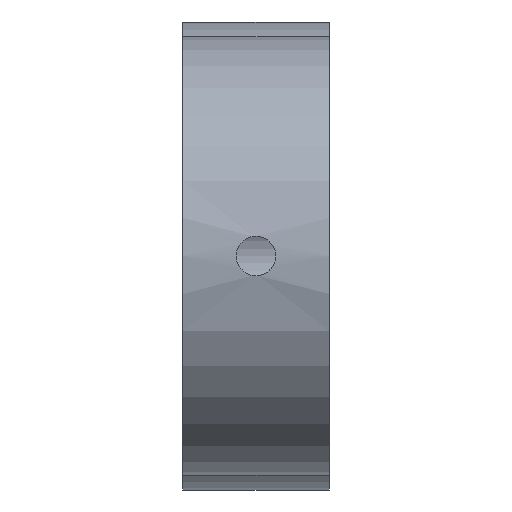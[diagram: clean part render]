
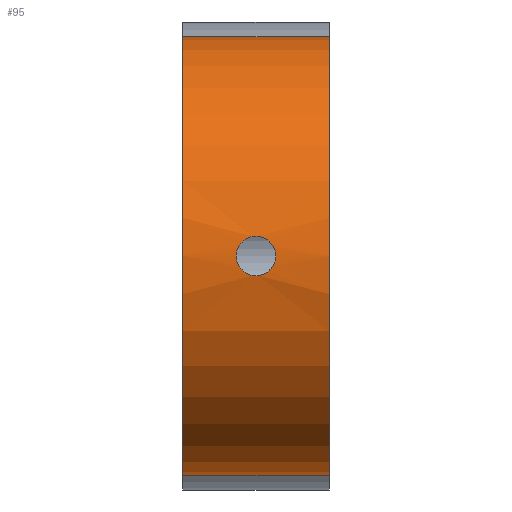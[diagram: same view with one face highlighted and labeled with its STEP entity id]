
A CAD part, left-side view. The second image highlights one B-rep face of the part: STEP entity #95.
In plain terms, the highlighted cylindrical face has radius 15 mm (diameter 30 mm), a partial arc.
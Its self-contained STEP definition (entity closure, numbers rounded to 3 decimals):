
#1 = CARTESIAN_POINT ( 'NONE',  ( -14.954, 5.68, 1.179 ) ) ;
#6 = CARTESIAN_POINT ( 'NONE',  ( 0., 10., -15. ) ) ;
#18 = LINE ( 'NONE', #887, #258 ) ;
#30 = DIRECTION ( 'NONE',  ( 0., 0., 1. ) ) ;
#41 = CARTESIAN_POINT ( 'NONE',  ( -14.954, 4.32, -1.179 ) ) ;
#73 = CARTESIAN_POINT ( 'NONE',  ( 0., 0., 15. ) ) ;
#80 = CARTESIAN_POINT ( 'NONE',  ( -14.94, 5.178, 1.341 ) ) ;
#88 = ORIENTED_EDGE ( 'NONE', *, *, #829, .T. ) ;
#95 = ADVANCED_FACE ( 'NONE', ( #527, #870 ), #775, .T. ) ;
#120 = CARTESIAN_POINT ( 'NONE',  ( -14.962, 4.169, -1.079 ) ) ;
#126 = CARTESIAN_POINT ( 'NONE',  ( -14.939, 5., -1.35 ) ) ;
#140 = CARTESIAN_POINT ( 'NONE',  ( -15., 3.65, -0.177 ) ) ;
#150 = EDGE_CURVE ( 'NONE', #893, #164, #390, .T. ) ;
#157 = EDGE_LOOP ( 'NONE', ( #913, #312, #703, #200 ) ) ;
#161 = CARTESIAN_POINT ( 'NONE',  ( -14.997, 6.314, -0.354 ) ) ;
#164 = VERTEX_POINT ( 'NONE', #573 ) ;
#185 = CARTESIAN_POINT ( 'NONE',  ( 0., 0., 0. ) ) ;
#200 = ORIENTED_EDGE ( 'NONE', *, *, #460, .T. ) ;
#202 = DIRECTION ( 'NONE',  ( 0., -1., 0. ) ) ;
#225 = CARTESIAN_POINT ( 'NONE',  ( -14.954, 5.676, -1.172 ) ) ;
#258 = VECTOR ( 'NONE', #288, 1000. ) ;
#262 = EDGE_CURVE ( 'NONE', #164, #326, #18, .T. ) ;
#281 = CARTESIAN_POINT ( 'NONE',  ( -14.985, 3.828, -0.675 ) ) ;
#284 = DIRECTION ( 'NONE',  ( 0., 0., 1. ) ) ;
#285 = CARTESIAN_POINT ( 'NONE',  ( -14.962, 4.171, 1.08 ) ) ;
#288 = DIRECTION ( 'NONE',  ( 0., -1., 0. ) ) ;
#302 = CARTESIAN_POINT ( 'NONE',  ( -14.996, 6.307, 0.35 ) ) ;
#312 = ORIENTED_EDGE ( 'NONE', *, *, #150, .F. ) ;
#326 = VERTEX_POINT ( 'NONE', #73 ) ;
#347 = CARTESIAN_POINT ( 'NONE',  ( 0., 10., 0. ) ) ;
#360 = CARTESIAN_POINT ( 'NONE',  ( -14.939, 5., 1.35 ) ) ;
#366 = LINE ( 'NONE', #418, #524 ) ;
#372 = CARTESIAN_POINT ( 'NONE',  ( -14.939, 5., -1.35 ) ) ;
#384 = CARTESIAN_POINT ( 'NONE',  ( -14.939, 5.088, 1.35 ) ) ;
#385 = CARTESIAN_POINT ( 'NONE',  ( -14.999, 6.341, 0.177 ) ) ;
#386 = CARTESIAN_POINT ( 'NONE',  ( 0., 0., -15. ) ) ;
#387 = CARTESIAN_POINT ( 'NONE',  ( -14.943, 5.351, 1.307 ) ) ;
#390 = CIRCLE ( 'NONE', #785, 15. ) ;
#398 = VERTEX_POINT ( 'NONE', #386 ) ;
#418 = CARTESIAN_POINT ( 'NONE',  ( 0., 10., -15. ) ) ;
#422 = DIRECTION ( 'NONE',  ( 0., -1., 0. ) ) ;
#430 = CARTESIAN_POINT ( 'NONE',  ( -14.939, 5., -1.35 ) ) ;
#433 = CARTESIAN_POINT ( 'NONE',  ( -14.997, 3.685, 0.355 ) ) ;
#455 = CARTESIAN_POINT ( 'NONE',  ( -14.945, 5.435, 1.281 ) ) ;
#460 = EDGE_CURVE ( 'NONE', #398, #326, #929, .T. ) ;
#495 = DIRECTION ( 'NONE',  ( 0., 1., 0. ) ) ;
#507 = CARTESIAN_POINT ( 'NONE',  ( -14.942, 4.646, 1.315 ) ) ;
#519 = CARTESIAN_POINT ( 'NONE',  ( -14.942, 5.354, -1.315 ) ) ;
#524 = VECTOR ( 'NONE', #202, 1000. ) ;
#527 = FACE_OUTER_BOUND ( 'NONE', #157, .T. ) ;
#528 = CARTESIAN_POINT ( 'NONE',  ( -14.985, 6.18, 0.68 ) ) ;
#532 = CARTESIAN_POINT ( 'NONE',  ( -14.985, 6.18, -0.679 ) ) ;
#534 = CARTESIAN_POINT ( 'NONE',  ( -14.939, 5., 1.35 ) ) ;
#545 = EDGE_CURVE ( 'NONE', #900, #566, #680, .T. ) ;
#566 = VERTEX_POINT ( 'NONE', #126 ) ;
#568 = ORIENTED_EDGE ( 'NONE', *, *, #545, .T. ) ;
#573 = CARTESIAN_POINT ( 'NONE',  ( 0., 10., 15. ) ) ;
#582 = EDGE_CURVE ( 'NONE', #893, #398, #366, .T. ) ;
#584 = CARTESIAN_POINT ( 'NONE',  ( -14.988, 3.787, 0.6 ) ) ;
#585 = CARTESIAN_POINT ( 'NONE',  ( -14.939, 5.178, -1.35 ) ) ;
#605 = B_SPLINE_CURVE_WITH_KNOTS ( 'NONE', 3,
 ( #372, #585, #519, #823, #225, #832, #609, #892, #532, #161, #828, #905, #385, #302, #964, #528, #826, #902, #1, #455, #387, #80, #384, #534 ),
 .UNSPECIFIED., .F., .F.,
 ( 4, 2, 2, 2, 2, 2, 2, 2, 2, 2, 2, 4 ),
 ( 0., 0.001, 0.001, 0.001, 0.002, 0.002, 0.002, 0.003, 0.003, 0.004, 0.004, 0.004 ),
 .UNSPECIFIED. ) ;
#609 = CARTESIAN_POINT ( 'NONE',  ( -14.966, 5.893, -1.017 ) ) ;
#615 = CARTESIAN_POINT ( 'NONE',  ( -14.939, 5., 1.35 ) ) ;
#646 = CARTESIAN_POINT ( 'NONE',  ( -14.939, 4.822, -1.35 ) ) ;
#655 = DIRECTION ( 'NONE',  ( 0., 0., -1. ) ) ;
#657 = AXIS2_PLACEMENT_3D ( 'NONE', #185, #781, #30 ) ;
#662 = CARTESIAN_POINT ( 'NONE',  ( -15., 3.65, 0.179 ) ) ;
#680 = B_SPLINE_CURVE_WITH_KNOTS ( 'NONE', 3,
 ( #360, #876, #507, #952, #285, #874, #734, #804, #584, #433, #662, #140, #786, #943, #281, #937, #714, #120, #41, #863, #646, #430 ),
 .UNSPECIFIED., .F., .F.,
 ( 4, 2, 2, 2, 2, 2, 2, 2, 2, 2, 4 ),
 ( 0.004, 0.005, 0.005, 0.006, 0.006, 0.006, 0.007, 0.007, 0.007, 0.008, 0.008 ),
 .UNSPECIFIED. ) ;
#685 = EDGE_LOOP ( 'NONE', ( #88, #568 ) ) ;
#703 = ORIENTED_EDGE ( 'NONE', *, *, #582, .T. ) ;
#714 = CARTESIAN_POINT ( 'NONE',  ( -14.974, 3.983, -0.892 ) ) ;
#734 = CARTESIAN_POINT ( 'NONE',  ( -14.978, 3.927, 0.824 ) ) ;
#745 = AXIS2_PLACEMENT_3D ( 'NONE', #946, #422, #655 ) ;
#775 = CYLINDRICAL_SURFACE ( 'NONE', #745, 15. ) ;
#781 = DIRECTION ( 'NONE',  ( 0., 1., 0. ) ) ;
#785 = AXIS2_PLACEMENT_3D ( 'NONE', #347, #495, #284 ) ;
#786 = CARTESIAN_POINT ( 'NONE',  ( -14.997, 3.685, -0.352 ) ) ;
#804 = CARTESIAN_POINT ( 'NONE',  ( -14.985, 3.829, 0.677 ) ) ;
#823 = CARTESIAN_POINT ( 'NONE',  ( -14.951, 5.599, -1.213 ) ) ;
#826 = CARTESIAN_POINT ( 'NONE',  ( -14.978, 6.081, 0.828 ) ) ;
#828 = CARTESIAN_POINT ( 'NONE',  ( -15., 6.35, -0.177 ) ) ;
#829 = EDGE_CURVE ( 'NONE', #566, #900, #605, .T. ) ;
#832 = CARTESIAN_POINT ( 'NONE',  ( -14.962, 5.823, -1.074 ) ) ;
#863 = CARTESIAN_POINT ( 'NONE',  ( -14.942, 4.644, -1.314 ) ) ;
#870 = FACE_BOUND ( 'NONE', #685, .T. ) ;
#874 = CARTESIAN_POINT ( 'NONE',  ( -14.974, 3.984, 0.893 ) ) ;
#876 = CARTESIAN_POINT ( 'NONE',  ( -14.939, 4.824, 1.35 ) ) ;
#887 = CARTESIAN_POINT ( 'NONE',  ( 0., 10., 15. ) ) ;
#892 = CARTESIAN_POINT ( 'NONE',  ( -14.978, 6.079, -0.83 ) ) ;
#893 = VERTEX_POINT ( 'NONE', #6 ) ;
#900 = VERTEX_POINT ( 'NONE', #615 ) ;
#902 = CARTESIAN_POINT ( 'NONE',  ( -14.962, 5.829, 1.081 ) ) ;
#905 = CARTESIAN_POINT ( 'NONE',  ( -15., 6.35, 0.088 ) ) ;
#913 = ORIENTED_EDGE ( 'NONE', *, *, #262, .F. ) ;
#929 = CIRCLE ( 'NONE', #657, 15. ) ;
#937 = CARTESIAN_POINT ( 'NONE',  ( -14.978, 3.926, -0.822 ) ) ;
#943 = CARTESIAN_POINT ( 'NONE',  ( -14.988, 3.786, -0.598 ) ) ;
#946 = CARTESIAN_POINT ( 'NONE',  ( 0., 10., 0. ) ) ;
#952 = CARTESIAN_POINT ( 'NONE',  ( -14.954, 4.321, 1.18 ) ) ;
#964 = CARTESIAN_POINT ( 'NONE',  ( -14.994, 6.281, 0.434 ) ) ;
